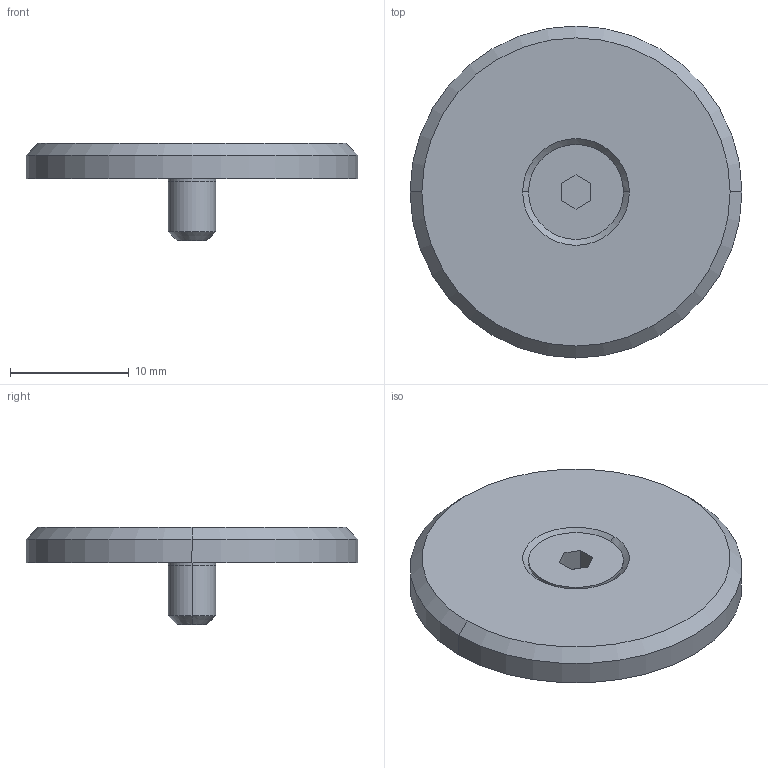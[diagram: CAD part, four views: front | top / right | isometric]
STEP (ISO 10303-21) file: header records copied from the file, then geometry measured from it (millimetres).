
FILE_DESCRIPTION (( 'STEP AP214' ), '1' );
FILE_NAME ('BruyRubio_TPS___28.STEP', '2019-12-19T16:32:30', ( '' ), ( '' ), 'SwSTEP 2.0', 'SolidWorks 2017', '' );
FILE_SCHEMA (( 'AUTOMOTIVE_DESIGN' ));
Length unit declared in the file: millimetre
Products named in the file (3): BruyRubio_TPS___28; TPS _ 28_bb4906; TAE 4 x 8_d191ee
Assembly tree (2 placements, depth 2):
  BruyRubio_TPS___28
    TPS _ 28_bb4906
    TAE 4 x 8_d191ee
Bounding box: 28 x 28 x 8.2 mm (x, y, z)
Volume: 1842.8 mm3; surface area: 1742.2 mm2
Topology: 3 solids, 3 shells, 35 faces, 72 edges, 44 vertices
Faces by surface type: cylinder 14, plane 13, cone 8
Entity records: 1434 total; most frequent: DIRECTION 184, CARTESIAN_POINT 156, ORIENTED_EDGE 144, AXIS2_PLACEMENT_3D 72, EDGE_CURVE 72, VERTEX_POINT 44, UNCERTAINTY_MEASURE_WITH_UNIT 43, PRESENTATION_LAYER_ASSIGNMENT 40
